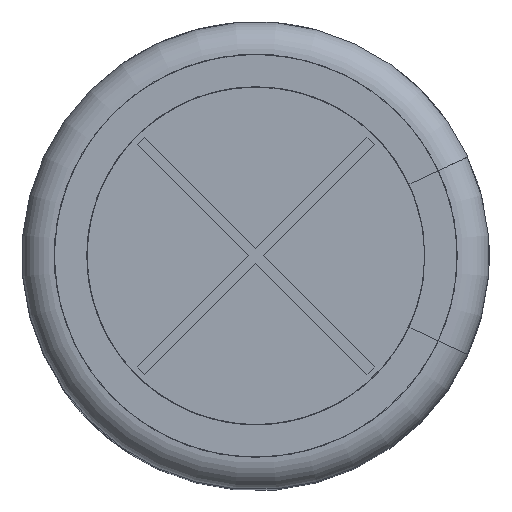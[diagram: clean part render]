
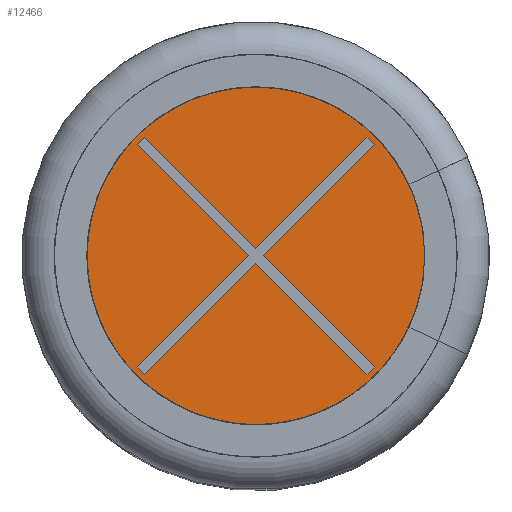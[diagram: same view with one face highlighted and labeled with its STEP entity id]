
A CAD part, top view. The second image highlights one B-rep face of the part: STEP entity #12466.
In plain terms, the highlighted planar face has unit normal (0, 0, 1).
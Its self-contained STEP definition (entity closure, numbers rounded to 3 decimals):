
#1045=LINE('',#24296,#1708);
#1048=LINE('',#24302,#1711);
#1050=LINE('',#24306,#1713);
#1052=LINE('',#24310,#1715);
#1054=LINE('',#24314,#1717);
#1056=LINE('',#24318,#1719);
#1058=LINE('',#24322,#1721);
#1060=LINE('',#24326,#1723);
#1062=LINE('',#24330,#1725);
#1064=LINE('',#24334,#1727);
#1066=LINE('',#24338,#1729);
#1068=LINE('',#24342,#1731);
#1708=VECTOR('',#15592,1000.);
#1711=VECTOR('',#15597,1000.);
#1713=VECTOR('',#15601,1000.);
#1715=VECTOR('',#15605,1000.);
#1717=VECTOR('',#15609,1000.);
#1719=VECTOR('',#15613,1000.);
#1721=VECTOR('',#15617,1000.);
#1723=VECTOR('',#15621,1000.);
#1725=VECTOR('',#15625,1000.);
#1727=VECTOR('',#15629,1000.);
#1729=VECTOR('',#15633,1000.);
#1731=VECTOR('',#15637,1000.);
#4319=ORIENTED_EDGE('',*,*,#5569,.T.);
#4320=ORIENTED_EDGE('',*,*,#5592,.T.);
#4321=ORIENTED_EDGE('',*,*,#5590,.T.);
#4322=ORIENTED_EDGE('',*,*,#5588,.T.);
#4323=ORIENTED_EDGE('',*,*,#5586,.T.);
#4324=ORIENTED_EDGE('',*,*,#5584,.T.);
#4325=ORIENTED_EDGE('',*,*,#5582,.T.);
#4326=ORIENTED_EDGE('',*,*,#5580,.T.);
#4327=ORIENTED_EDGE('',*,*,#5578,.T.);
#4328=ORIENTED_EDGE('',*,*,#5576,.T.);
#4329=ORIENTED_EDGE('',*,*,#5574,.T.);
#4330=ORIENTED_EDGE('',*,*,#5572,.T.);
#4331=ORIENTED_EDGE('',*,*,#5596,.F.);
#5569=EDGE_CURVE('',#6440,#6441,#1045,.T.);
#5572=EDGE_CURVE('',#6442,#6440,#1048,.T.);
#5574=EDGE_CURVE('',#6443,#6442,#1050,.T.);
#5576=EDGE_CURVE('',#6444,#6443,#1052,.T.);
#5578=EDGE_CURVE('',#6445,#6444,#1054,.T.);
#5580=EDGE_CURVE('',#6446,#6445,#1056,.T.);
#5582=EDGE_CURVE('',#6447,#6446,#1058,.T.);
#5584=EDGE_CURVE('',#6448,#6447,#1060,.T.);
#5586=EDGE_CURVE('',#6449,#6448,#1062,.T.);
#5588=EDGE_CURVE('',#6450,#6449,#1064,.T.);
#5590=EDGE_CURVE('',#6451,#6450,#1066,.T.);
#5592=EDGE_CURVE('',#6441,#6451,#1068,.T.);
#5596=EDGE_CURVE('',#6455,#6455,#6758,.T.);
#6440=VERTEX_POINT('',#24297);
#6441=VERTEX_POINT('',#24298);
#6442=VERTEX_POINT('',#24303);
#6443=VERTEX_POINT('',#24307);
#6444=VERTEX_POINT('',#24311);
#6445=VERTEX_POINT('',#24315);
#6446=VERTEX_POINT('',#24319);
#6447=VERTEX_POINT('',#24323);
#6448=VERTEX_POINT('',#24327);
#6449=VERTEX_POINT('',#24331);
#6450=VERTEX_POINT('',#24335);
#6451=VERTEX_POINT('',#24339);
#6455=VERTEX_POINT('',#24353);
#6758=CIRCLE('',#13313,4.308);
#7379=EDGE_LOOP('',(#4319,#4320,#4321,#4322,#4323,#4324,#4325,#4326,#4327,
#4328,#4329,#4330));
#7380=EDGE_LOOP('',(#4331));
#8009=FACE_BOUND('',#7379,.T.);
#8010=FACE_BOUND('',#7380,.T.);
#8340=PLANE('',#13314);
#12466=ADVANCED_FACE('',(#8009,#8010),#8340,.T.);
#13313=AXIS2_PLACEMENT_3D('',#24352,#15650,#15651);
#13314=AXIS2_PLACEMENT_3D('',#24354,#15652,#15653);
#15592=DIRECTION('',(0.707,0.707,0.));
#15597=DIRECTION('',(-0.707,0.707,0.));
#15601=DIRECTION('',(0.707,0.707,0.));
#15605=DIRECTION('',(-0.707,0.707,0.));
#15609=DIRECTION('',(-0.707,-0.707,0.));
#15613=DIRECTION('',(-0.707,0.707,0.));
#15617=DIRECTION('',(-0.707,-0.707,0.));
#15621=DIRECTION('',(0.707,-0.707,0.));
#15625=DIRECTION('',(-0.707,-0.707,0.));
#15629=DIRECTION('',(0.707,-0.707,0.));
#15633=DIRECTION('',(0.707,0.707,0.));
#15637=DIRECTION('',(0.707,-0.707,0.));
#15650=DIRECTION('',(0.,0.,-1.));
#15651=DIRECTION('',(-1.,0.,0.));
#15652=DIRECTION('',(0.,0.,1.));
#15653=DIRECTION('',(1.,0.,0.));
#24296=CARTESIAN_POINT('',(-2.375,2.533,13.78));
#24297=CARTESIAN_POINT('',(-2.533,2.375,13.78));
#24298=CARTESIAN_POINT('',(-2.375,2.533,13.78));
#24302=CARTESIAN_POINT('',(-0.157,0.,13.78));
#24303=CARTESIAN_POINT('',(-0.157,0.,13.78));
#24306=CARTESIAN_POINT('',(-0.157,0.,13.78));
#24307=CARTESIAN_POINT('',(-2.533,-2.375,13.78));
#24310=CARTESIAN_POINT('',(-2.375,-2.533,13.78));
#24311=CARTESIAN_POINT('',(-2.375,-2.533,13.78));
#24314=CARTESIAN_POINT('',(0.,-0.157,13.78));
#24315=CARTESIAN_POINT('',(0.,-0.157,13.78));
#24318=CARTESIAN_POINT('',(0.,-0.157,13.78));
#24319=CARTESIAN_POINT('',(2.375,-2.533,13.78));
#24322=CARTESIAN_POINT('',(2.533,-2.375,13.78));
#24323=CARTESIAN_POINT('',(2.533,-2.375,13.78));
#24326=CARTESIAN_POINT('',(0.157,0.,13.78));
#24327=CARTESIAN_POINT('',(0.157,0.,13.78));
#24330=CARTESIAN_POINT('',(0.157,0.,13.78));
#24331=CARTESIAN_POINT('',(2.533,2.375,13.78));
#24334=CARTESIAN_POINT('',(2.533,2.375,13.78));
#24335=CARTESIAN_POINT('',(2.375,2.533,13.78));
#24338=CARTESIAN_POINT('',(0.,0.157,13.78));
#24339=CARTESIAN_POINT('',(0.,0.157,13.78));
#24342=CARTESIAN_POINT('',(0.,0.157,13.78));
#24352=CARTESIAN_POINT('',(0.,0.,13.78));
#24353=CARTESIAN_POINT('',(-4.308,0.,13.78));
#24354=CARTESIAN_POINT('',(-4.308,0.,13.78));
